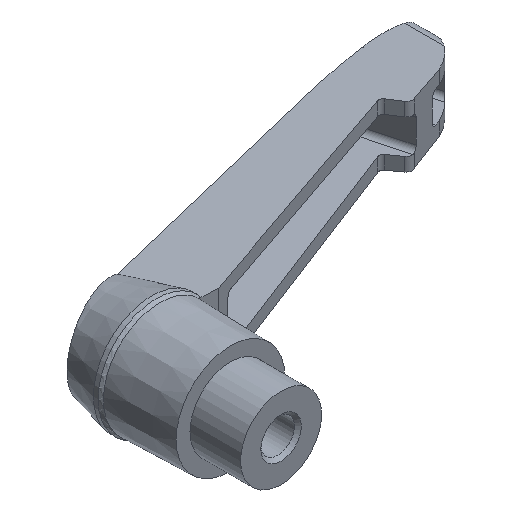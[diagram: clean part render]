
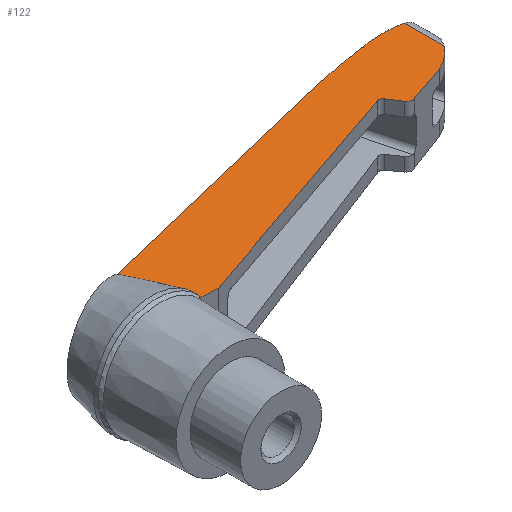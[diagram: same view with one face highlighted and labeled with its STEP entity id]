
A CAD part, isometric view. The second image highlights one B-rep face of the part: STEP entity #122.
In plain terms, the highlighted planar face has unit normal (0.034, 0, 0.999).
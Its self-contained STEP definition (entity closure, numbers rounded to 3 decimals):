
#122 = ADVANCED_FACE( '', ( #314 ), #315, .F. );
#314 = FACE_OUTER_BOUND( '', #584, .T. );
#315 = PLANE( '', #585 );
#584 = EDGE_LOOP( '', ( #889, #890, #891, #892, #893, #894, #895, #896, #897, #898, #899, #900, #901, #902, #903 ) );
#585 = AXIS2_PLACEMENT_3D( '', #904, #905, #906 );
#889 = ORIENTED_EDGE( '', *, *, #1647, .F. );
#890 = ORIENTED_EDGE( '', *, *, #1648, .T. );
#891 = ORIENTED_EDGE( '', *, *, #1649, .F. );
#892 = ORIENTED_EDGE( '', *, *, #1650, .F. );
#893 = ORIENTED_EDGE( '', *, *, #1619, .T. );
#894 = ORIENTED_EDGE( '', *, *, #1616, .F. );
#895 = ORIENTED_EDGE( '', *, *, #1651, .F. );
#896 = ORIENTED_EDGE( '', *, *, #1652, .F. );
#897 = ORIENTED_EDGE( '', *, *, #1653, .F. );
#898 = ORIENTED_EDGE( '', *, *, #1654, .F. );
#899 = ORIENTED_EDGE( '', *, *, #1639, .F. );
#900 = ORIENTED_EDGE( '', *, *, #1655, .F. );
#901 = ORIENTED_EDGE( '', *, *, #1656, .F. );
#902 = ORIENTED_EDGE( '', *, *, #1657, .F. );
#903 = ORIENTED_EDGE( '', *, *, #1658, .F. );
#904 = CARTESIAN_POINT( '', ( 0., 58.5, 8.22 ) );
#905 = DIRECTION( '', ( -0.034, 0., -0.999 ) );
#906 = DIRECTION( '', ( -0.999, 0., 0.034 ) );
#1616 = EDGE_CURVE( '', #1929, #1924, #1931, .T. );
#1619 = EDGE_CURVE( '', #1935, #1924, #1936, .T. );
#1639 = EDGE_CURVE( '', #1970, #1972, #1973, .T. );
#1647 = EDGE_CURVE( '', #1984, #1985, #1986, .T. );
#1648 = EDGE_CURVE( '', #1984, #1987, #1988, .T. );
#1649 = EDGE_CURVE( '', #1989, #1987, #1990, .T. );
#1650 = EDGE_CURVE( '', #1935, #1989, #1991, .T. );
#1651 = EDGE_CURVE( '', #1992, #1929, #1993, .T. );
#1652 = EDGE_CURVE( '', #1994, #1992, #1995, .T. );
#1653 = EDGE_CURVE( '', #1996, #1994, #1997, .T. );
#1654 = EDGE_CURVE( '', #1972, #1996, #1998, .T. );
#1655 = EDGE_CURVE( '', #1999, #1970, #2000, .T. );
#1656 = EDGE_CURVE( '', #2001, #1999, #2002, .T. );
#1657 = EDGE_CURVE( '', #2003, #2001, #2004, .T. );
#1658 = EDGE_CURVE( '', #1985, #2003, #2005, .T. );
#1924 = VERTEX_POINT( '', #2384 );
#1929 = VERTEX_POINT( '', #2391 );
#1931 = LINE( '', #2394, #2395 );
#1935 = VERTEX_POINT( '', #2399 );
#1936 = ELLIPSE( '', #2400, 0.8, 0.8 );
#1970 = VERTEX_POINT( '', #2444 );
#1972 = VERTEX_POINT( '', #2447 );
#1973 = ELLIPSE( '', #2448, 36.021, 36. );
#1984 = VERTEX_POINT( '', #2474 );
#1985 = VERTEX_POINT( '', #2475 );
#1986 = LINE( '', #2476, #2477 );
#1987 = VERTEX_POINT( '', #2478 );
#1988 = B_SPLINE_CURVE_WITH_KNOTS( '', 3, ( #2479, #2480, #2481, #2482, #2483, #2484 ), .UNSPECIFIED., .F., .F., ( 4, 2, 4 ), ( 0., 0., 0.001 ), .UNSPECIFIED. );
#1989 = VERTEX_POINT( '', #2485 );
#1990 = LINE( '', #2486, #2487 );
#1991 = LINE( '', #2488, #2489 );
#1992 = VERTEX_POINT( '', #2490 );
#1993 = ELLIPSE( '', #2491, 1.201, 1.2 );
#1994 = VERTEX_POINT( '', #2492 );
#1995 = LINE( '', #2493, #2494 );
#1996 = VERTEX_POINT( '', #2495 );
#1997 = ELLIPSE( '', #2496, 12.007, 12. );
#1998 = LINE( '', #2497, #2498 );
#1999 = VERTEX_POINT( '', #2499 );
#2000 = ELLIPSE( '', #2500, 30.017, 30. );
#2001 = VERTEX_POINT( '', #2501 );
#2002 = ELLIPSE( '', #2502, 157.091, 157. );
#2003 = VERTEX_POINT( '', #2503 );
#2004 = LINE( '', #2504, #2505 );
#2005 = B_SPLINE_CURVE_WITH_KNOTS( '', 3, ( #2506, #2507, #2508, #2509, #2510, #2511, #2512, #2513, #2514, #2515 ), .UNSPECIFIED., .F., .F., ( 4, 2, 2, 2, 4 ), ( 0., 0.006, 0.009, 0.01, 0.012 ), .UNSPECIFIED. );
#2384 = CARTESIAN_POINT( '', ( 62.1, 41.746, 6.109 ) );
#2391 = CARTESIAN_POINT( '', ( 63.777, 39.333, 6.051 ) );
#2394 = CARTESIAN_POINT( '', ( 62.04, 41.832, 6.111 ) );
#2395 = VECTOR( '', #3104, 1000. );
#2399 = CARTESIAN_POINT( '', ( 61.169, 42.042, 6.14 ) );
#2400 = AXIS2_PLACEMENT_3D( '', #3108, #3109, #3110 );
#2444 = CARTESIAN_POINT( '', ( 74.8, 53.5, 5.677 ) );
#2447 = CARTESIAN_POINT( '', ( 77.585, 53.244, 5.582 ) );
#2448 = AXIS2_PLACEMENT_3D( '', #3140, #3141, #3142 );
#2474 = CARTESIAN_POINT( '', ( 8.322, 24.664, 7.937 ) );
#2475 = CARTESIAN_POINT( '', ( 8.322, 25.6, 7.937 ) );
#2476 = CARTESIAN_POINT( '', ( 8.322, 72.299, 7.937 ) );
#2477 = VECTOR( '', #3146, 1000. );
#2478 = CARTESIAN_POINT( '', ( 7.764, 24., 7.956 ) );
#2479 = CARTESIAN_POINT( '', ( 8.322, 24.664, 7.937 ) );
#2480 = CARTESIAN_POINT( '', ( 8.276, 24.522, 7.938 ) );
#2481 = CARTESIAN_POINT( '', ( 8.2, 24.396, 7.941 ) );
#2482 = CARTESIAN_POINT( '', ( 8.005, 24.172, 7.947 ) );
#2483 = CARTESIAN_POINT( '', ( 7.89, 24.079, 7.951 ) );
#2484 = CARTESIAN_POINT( '', ( 7.764, 24., 7.956 ) );
#2485 = CARTESIAN_POINT( '', ( 11.6, 24., 7.825 ) );
#2486 = CARTESIAN_POINT( '', ( -0.111, 24., 8.223 ) );
#2487 = VECTOR( '', #3147, 1000. );
#2488 = CARTESIAN_POINT( '', ( 11.49, 23.96, 7.829 ) );
#2489 = VECTOR( '', #3148, 1000. );
#2490 = CARTESIAN_POINT( '', ( 65.173, 38.89, 6.004 ) );
#2491 = AXIS2_PLACEMENT_3D( '', #3149, #3150, #3151 );
#2492 = CARTESIAN_POINT( '', ( 73., 41.739, 5.738 ) );
#2493 = CARTESIAN_POINT( '', ( 65.008, 38.83, 6.01 ) );
#2494 = VECTOR( '', #3152, 1000. );
#2495 = CARTESIAN_POINT( '', ( 77.585, 45.336, 5.582 ) );
#2496 = AXIS2_PLACEMENT_3D( '', #3153, #3154, #3155 );
#2497 = CARTESIAN_POINT( '', ( 77.585, 58.5, 5.582 ) );
#2498 = VECTOR( '', #3156, 1000. );
#2499 = CARTESIAN_POINT( '', ( 69.3, 53., 5.864 ) );
#2500 = AXIS2_PLACEMENT_3D( '', #3157, #3158, #3159 );
#2501 = CARTESIAN_POINT( '', ( 56.5, 50.262, 6.299 ) );
#2502 = AXIS2_PLACEMENT_3D( '', #3160, #3161, #3162 );
#2503 = CARTESIAN_POINT( '', ( 3.725, 36.121, 8.093 ) );
#2504 = CARTESIAN_POINT( '', ( 56.335, 50.217, 6.304 ) );
#2505 = VECTOR( '', #3163, 1000. );
#2506 = CARTESIAN_POINT( '', ( 8.322, 25.6, 7.937 ) );
#2507 = CARTESIAN_POINT( '', ( 7.686, 27.409, 7.958 ) );
#2508 = CARTESIAN_POINT( '', ( 7.019, 29.207, 7.981 ) );
#2509 = CARTESIAN_POINT( '', ( 5.912, 31.861, 8.019 ) );
#2510 = CARTESIAN_POINT( '', ( 5.526, 32.738, 8.032 ) );
#2511 = CARTESIAN_POINT( '', ( 4.898, 34.032, 8.053 ) );
#2512 = CARTESIAN_POINT( '', ( 4.68, 34.459, 8.06 ) );
#2513 = CARTESIAN_POINT( '', ( 4.223, 35.301, 8.076 ) );
#2514 = CARTESIAN_POINT( '', ( 3.982, 35.717, 8.084 ) );
#2515 = CARTESIAN_POINT( '', ( 3.725, 36.121, 8.093 ) );
#3104 = DIRECTION( '', ( -0.571, 0.821, 0.019 ) );
#3108 = CARTESIAN_POINT( '', ( 61.443, 41.29, 6.131 ) );
#3109 = DIRECTION( '', ( -0.034, 0., -0.999 ) );
#3110 = DIRECTION( '', ( 0.999, 0., -0.034 ) );
#3140 = CARTESIAN_POINT( '', ( 72.905, 17.55, 5.741 ) );
#3141 = DIRECTION( '', ( -0.034, 0., -0.999 ) );
#3142 = DIRECTION( '', ( 0.999, 0., -0.034 ) );
#3146 = DIRECTION( '', ( 0., 1., 0. ) );
#3147 = DIRECTION( '', ( -0.999, 0., 0.034 ) );
#3148 = DIRECTION( '', ( -0.939, -0.342, 0.032 ) );
#3149 = CARTESIAN_POINT( '', ( 64.762, 40.018, 6.018 ) );
#3150 = DIRECTION( '', ( -0.034, 0., -0.999 ) );
#3151 = DIRECTION( '', ( 0.999, 0., -0.034 ) );
#3152 = DIRECTION( '', ( -0.939, -0.342, 0.032 ) );
#3153 = CARTESIAN_POINT( '', ( 68.107, 52.696, 5.904 ) );
#3154 = DIRECTION( '', ( -0.034, 0., -0.999 ) );
#3155 = DIRECTION( '', ( 0.999, 0., -0.034 ) );
#3156 = DIRECTION( '', ( 0., -1., 0. ) );
#3157 = CARTESIAN_POINT( '', ( 74.755, 23.5, 5.678 ) );
#3158 = DIRECTION( '', ( -0.034, 0., -0.999 ) );
#3159 = DIRECTION( '', ( 0.999, 0., -0.034 ) );
#3160 = CARTESIAN_POINT( '', ( 95.717, -101.762, 4.966 ) );
#3161 = DIRECTION( '', ( -0.034, 0., -0.999 ) );
#3162 = DIRECTION( '', ( 0.999, 0., -0.034 ) );
#3163 = DIRECTION( '', ( 0.965, 0.259, -0.033 ) );
